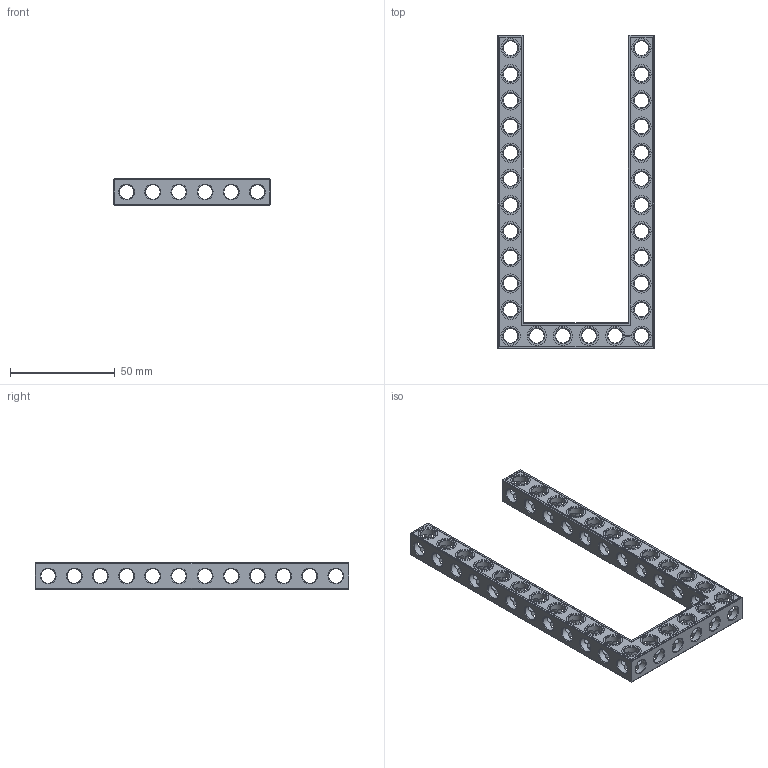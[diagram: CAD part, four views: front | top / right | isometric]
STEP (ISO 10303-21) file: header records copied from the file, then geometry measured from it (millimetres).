
FILE_DESCRIPTION(('FreeCAD Model'),'2;1');
FILE_NAME('Open CASCADE Shape Model','2022-02-23T18:45:40',( 'Paulo Kiefe'),('STEMFIE.org'),'Open CASCADE STEP processor 7.5', 'FreeCAD','Unknown');
FILE_SCHEMA(('AUTOMOTIVE_DESIGN { 1 0 10303 214 1 1 1 1 }'));
Products named in the file (1): Beam AGD ESS USH SYM BU06x12x01 - SPN-BEM-0368 (stemfie.org)
Bounding box: 75 x 150 x 12.5 mm (x, y, z)
Volume: 27364.8 mm3; surface area: 24485.9 mm2
Topology: 1 solids, 1 shells, 887 faces, 2644 edges, 1710 vertices
Faces by surface type: plane 398, extrusion 206, cylinder 169, cone 114
Full cylindrical faces by diameter (mm): 6.98 x26, 7 x115, 9.2 x28
Entity records: 179913 total; most frequent: CARTESIAN_POINT 130835, DIRECTION 7716, ORIENTED_EDGE 5288, PCURVE 5288, DEFINITIONAL_REPRESENTATION 5288, VECTOR 5170, LINE 4964, EDGE_CURVE 2644
